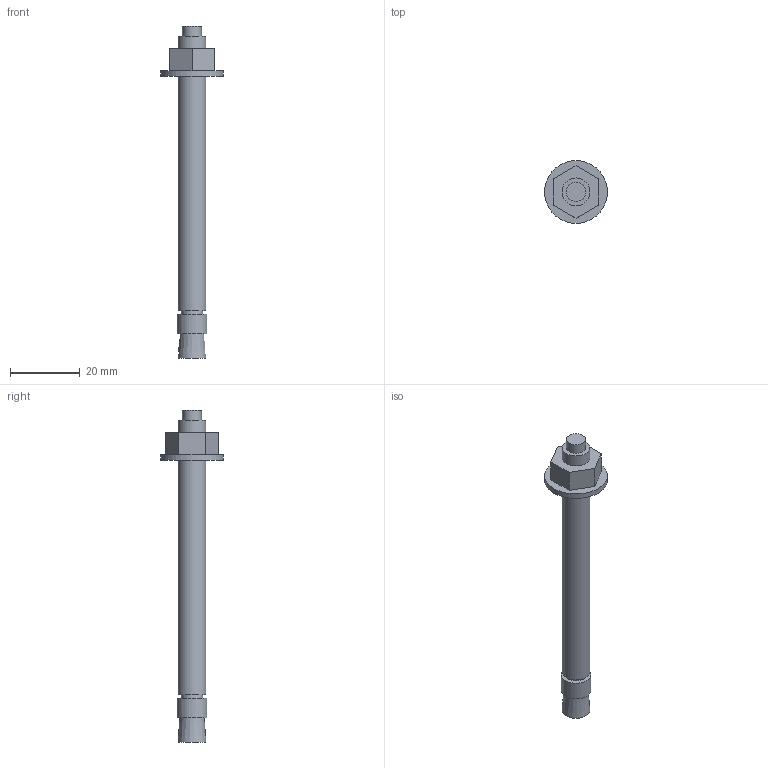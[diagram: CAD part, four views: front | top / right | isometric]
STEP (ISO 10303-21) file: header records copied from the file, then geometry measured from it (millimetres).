
FILE_DESCRIPTION(/* description */ ('FLOOR DOWEL'),/* implementation_level */ '2;1');
FILE_NAME(/* name */ '3842540668.stp',/* time_stamp */ '2026-03-17T09:38:26+01:00',/* author */ ('andreas.svensson'),/* organization */ (''),/* preprocessor_version */ 'ST-DEVELOPER v20.1',/* originating_system */ 'Autodesk Inventor 2026',/* authorisation */ '');
FILE_SCHEMA (('AUTOMOTIVE_DESIGN { 1 0 10303 214 3 1 1 }'));
Length unit declared in the file: millimetre
Products named in the file (1): 3842540668
Bounding box: 18 x 18 x 95 mm (x, y, z)
Volume: 5598.5 mm3; surface area: 3108 mm2
Topology: 1 solids, 1 shells, 22 faces, 39 edges, 26 vertices
Faces by surface type: plane 15, cylinder 5, cone 2
Full cylindrical faces by diameter (mm): 5.5 x1, 8 x2, 8.5 x1, 18 x1
Entity records: 580 total; most frequent: DIRECTION 99, CARTESIAN_POINT 88, ORIENTED_EDGE 78, EDGE_CURVE 39, AXIS2_PLACEMENT_3D 37, EDGE_LOOP 29, VERTEX_POINT 26, LINE 25
